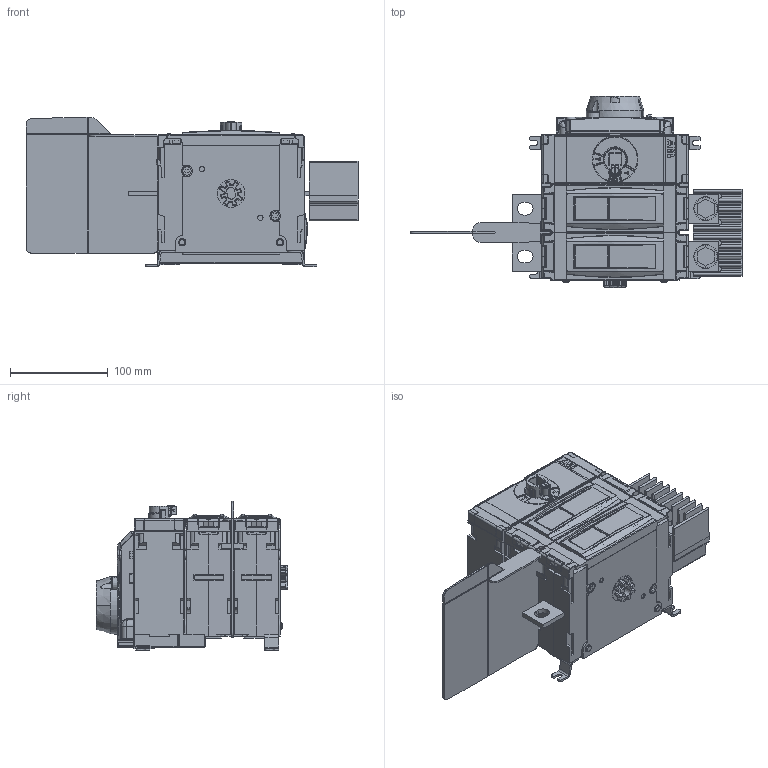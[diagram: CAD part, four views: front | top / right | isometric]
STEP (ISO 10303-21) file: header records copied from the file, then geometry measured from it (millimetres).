
FILE_DESCRIPTION((''),'2;1');
FILE_NAME('OTDC250-400_F_02S_ASM','2020-06-03T17:36:38',('FIANNOR1'),(''),'CREO PARAMETRIC BY PTC INC, 2019164','CREO PARAMETRIC BY PTC INC, 2019164','');
FILE_SCHEMA(('AUTOMOTIVE_DESIGN { 1 0 10303 214 1 1 1 1 }'));
Products named in the file (4): OTDC250-400_F_02S; MOUNTING_FOOT_OTDC_F_1_1; MOUNTING_FOOT_OTDC_F_1_2; OTDC250-400_F_02S_ASM
Assembly tree (5 placements, depth 2):
  OTDC250-400_F_02S_ASM
    OTDC250-400_F_02S
    MOUNTING_FOOT_OTDC_F_1_1  x2
    MOUNTING_FOOT_OTDC_F_1_2  x2
Bounding box: 340 x 196.2 x 153 mm (x, y, z)
Volume: 3111843.8 mm3; surface area: 330075.2 mm2
Topology: 7 solids, 206 shells, 6532 faces, 17384 edges, 11232 vertices
Faces by surface type: plane 3752, cylinder 1033, cone 852, bspline 391, extrusion 255, torus 149, sphere 100
Entity records: 289497 total; most frequent: CARTESIAN_POINT 91498, ORIENTED_EDGE 33796, DIRECTION 28753, EDGE_CURVE 16898, VERTEX_POINT 10942, VECTOR 10515, LINE 10260, AXIS2_PLACEMENT_3D 9113
